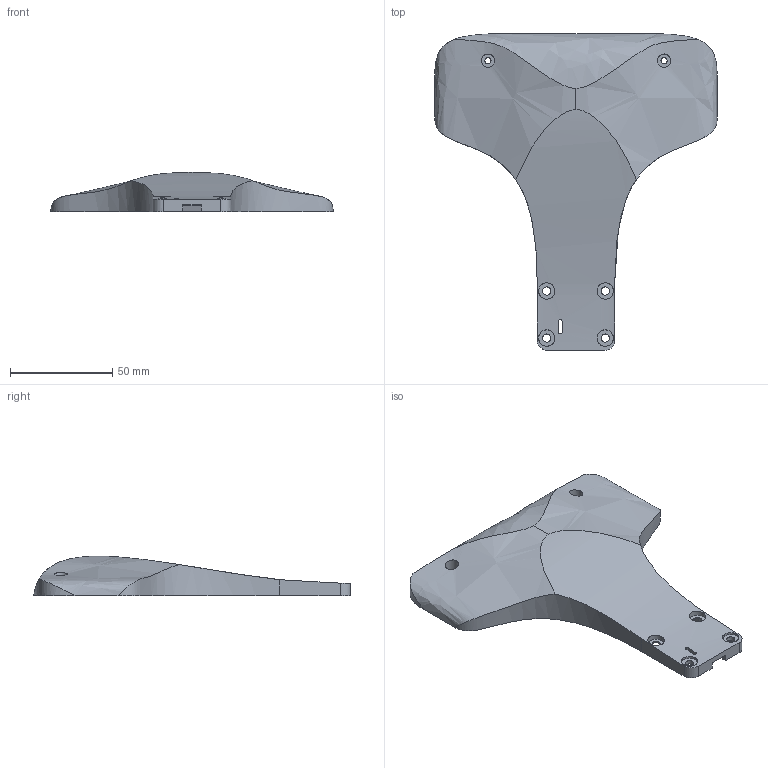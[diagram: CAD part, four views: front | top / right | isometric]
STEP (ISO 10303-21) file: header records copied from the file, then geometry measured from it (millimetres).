
FILE_DESCRIPTION(/* description */ (''),/* implementation_level */ '2;1');
FILE_NAME(/* name */ 'Top Cover.step',/* time_stamp */ '2020-02-22T21:13:53+01:00',/* author */ (''),/* organization */ (''),/* preprocessor_version */ 'ST-DEVELOPER v18',/* originating_system */ 'Autodesk Translation Framework v8.12.0.6',/* authorisation */ '');
FILE_SCHEMA (('AUTOMOTIVE_DESIGN { 1 0 10303 214 3 1 1 }'));
Length unit declared in the file: millimetre
Products named in the file (1): Top Cover
Bounding box: 138 x 154.72 x 19.07 mm (x, y, z)
Volume: 45506.8 mm3; surface area: 32507.8 mm2
Topology: 1 solids, 1 shells, 73 faces, 228 edges, 158 vertices
Faces by surface type: plane 33, cylinder 22, bspline 18
Full cylindrical faces by diameter (mm): 3 x2, 4 x4, 6.5 x2, 8 x4, 12 x2
Entity records: 5258 total; most frequent: CARTESIAN_POINT 3383, ORIENTED_EDGE 460, DIRECTION 271, EDGE_CURVE 230, VERTEX_POINT 160, B_SPLINE_CURVE_WITH_KNOTS 102, LINE 97, VECTOR 97
